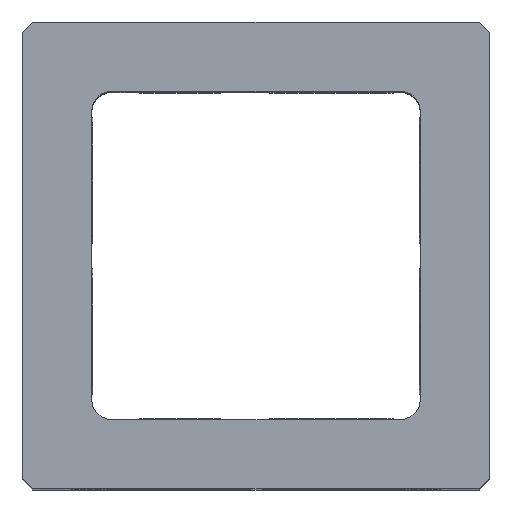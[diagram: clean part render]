
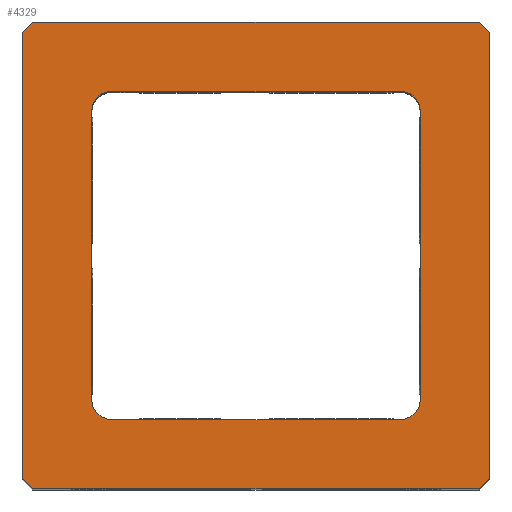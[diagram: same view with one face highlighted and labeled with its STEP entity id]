
A CAD part, top view. The second image highlights one B-rep face of the part: STEP entity #4329.
In plain terms, the highlighted planar face has unit normal (0, 0, 1).
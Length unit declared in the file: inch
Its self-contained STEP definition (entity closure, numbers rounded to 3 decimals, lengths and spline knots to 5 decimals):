
#140 = EDGE_CURVE ( 'NONE', #12414, #3089, #9414, .T. ) ;
#203 = CARTESIAN_POINT ( 'NONE',  ( 0.8125, -0.7125, 1.5625 ) ) ;
#240 = EDGE_CURVE ( 'NONE', #2377, #14612, #1531, .T. ) ;
#244 = FACE_BOUND ( 'NONE', #4373, .T. ) ;
#253 = ORIENTED_EDGE ( 'NONE', *, *, #14911, .T. ) ;
#327 = CARTESIAN_POINT ( 'NONE',  ( -0.8125, -0.7125, 1.5625 ) ) ;
#421 = VECTOR ( 'NONE', #13766, 39.37008 ) ;
#424 = AXIS2_PLACEMENT_3D ( 'NONE', #14630, #6568, #14404 ) ;
#1042 = ORIENTED_EDGE ( 'NONE', *, *, #4507, .T. ) ;
#1087 = ORIENTED_EDGE ( 'NONE', *, *, #8321, .T. ) ;
#1144 = VECTOR ( 'NONE', #13913, 39.37008 ) ;
#1177 = CARTESIAN_POINT ( 'NONE',  ( 0.8125, 0.7125, 1.5625 ) ) ;
#1192 = ORIENTED_EDGE ( 'NONE', *, *, #4555, .F. ) ;
#1271 = VECTOR ( 'NONE', #13747, 39.37008 ) ;
#1334 = ORIENTED_EDGE ( 'NONE', *, *, #240, .T. ) ;
#1426 = DIRECTION ( 'NONE',  ( 0., 1., 0. ) ) ;
#1464 = CARTESIAN_POINT ( 'NONE',  ( -1.155, -1.155, 1.5625 ) ) ;
#1531 = LINE ( 'NONE', #1464, #12473 ) ;
#1551 = LINE ( 'NONE', #4887, #3054 ) ;
#1567 = ORIENTED_EDGE ( 'NONE', *, *, #14547, .F. ) ;
#2039 = CARTESIAN_POINT ( 'NONE',  ( 1.155, 1.105, 1.5625 ) ) ;
#2051 = VERTEX_POINT ( 'NONE', #4727 ) ;
#2052 = CARTESIAN_POINT ( 'NONE',  ( 0.8125, -0.7125, 1.5625 ) ) ;
#2371 = CARTESIAN_POINT ( 'NONE',  ( 0.7125, 0.7125, 1.5625 ) ) ;
#2377 = VERTEX_POINT ( 'NONE', #11411 ) ;
#2436 = EDGE_CURVE ( 'NONE', #3725, #12586, #14283, .T. ) ;
#2858 = CARTESIAN_POINT ( 'NONE',  ( 1.155, -1.105, 1.5625 ) ) ;
#3054 = VECTOR ( 'NONE', #7099, 39.37008 ) ;
#3089 = VERTEX_POINT ( 'NONE', #1177 ) ;
#3369 = LINE ( 'NONE', #4410, #1144 ) ;
#3725 = VERTEX_POINT ( 'NONE', #5321 ) ;
#4164 = ORIENTED_EDGE ( 'NONE', *, *, #9998, .F. ) ;
#4329 = ADVANCED_FACE ( 'NONE', ( #13171, #244 ), #4871, .F. ) ;
#4373 = EDGE_LOOP ( 'NONE', ( #4164, #5290, #5883, #7418, #1192, #7271, #1567, #6966 ) ) ;
#4410 = CARTESIAN_POINT ( 'NONE',  ( -1.155, 1.105, 1.5625 ) ) ;
#4507 = EDGE_CURVE ( 'NONE', #8664, #2377, #3369, .T. ) ;
#4555 = EDGE_CURVE ( 'NONE', #3089, #3725, #6985, .T. ) ;
#4727 = CARTESIAN_POINT ( 'NONE',  ( -0.8125, 0.7125, 1.5625 ) ) ;
#4772 = VECTOR ( 'NONE', #10933, 39.37008 ) ;
#4871 = PLANE ( 'NONE',  #10569 ) ;
#4872 = VERTEX_POINT ( 'NONE', #9200 ) ;
#4887 = CARTESIAN_POINT ( 'NONE',  ( -1.155, -1.155, 1.5625 ) ) ;
#4941 = LINE ( 'NONE', #9597, #13024 ) ;
#5012 = CIRCLE ( 'NONE', #9881, 0.1 ) ;
#5290 = ORIENTED_EDGE ( 'NONE', *, *, #10369, .F. ) ;
#5321 = CARTESIAN_POINT ( 'NONE',  ( 0.7125, 0.8125, 1.5625 ) ) ;
#5530 = LINE ( 'NONE', #10242, #1271 ) ;
#5531 = EDGE_CURVE ( 'NONE', #12586, #2051, #6974, .T. ) ;
#5547 = CARTESIAN_POINT ( 'NONE',  ( 1.155, -1.155, 1.5625 ) ) ;
#5626 = DIRECTION ( 'NONE',  ( 0.707, 0.707, 0. ) ) ;
#5665 = CARTESIAN_POINT ( 'NONE',  ( -1.105, 1.155, 1.5625 ) ) ;
#5883 = ORIENTED_EDGE ( 'NONE', *, *, #5531, .F. ) ;
#5891 = VECTOR ( 'NONE', #1426, 39.37008 ) ;
#5913 = DIRECTION ( 'NONE',  ( 0., 0., 1. ) ) ;
#5915 = ORIENTED_EDGE ( 'NONE', *, *, #8024, .T. ) ;
#5985 = AXIS2_PLACEMENT_3D ( 'NONE', #6175, #11964, #9695 ) ;
#6006 = AXIS2_PLACEMENT_3D ( 'NONE', #2371, #5913, #12859 ) ;
#6124 = EDGE_LOOP ( 'NONE', ( #14546, #1042, #1334, #1087, #9309, #7556, #5915, #253 ) ) ;
#6132 = LINE ( 'NONE', #10711, #13486 ) ;
#6175 = CARTESIAN_POINT ( 'NONE',  ( 0.7125, -0.7125, 1.5625 ) ) ;
#6273 = EDGE_CURVE ( 'NONE', #8017, #9445, #5530, .T. ) ;
#6512 = DIRECTION ( 'NONE',  ( 0., 0., 1. ) ) ;
#6568 = DIRECTION ( 'NONE',  ( 0., 0., 1. ) ) ;
#6724 = VECTOR ( 'NONE', #7325, 39.37008 ) ;
#6966 = ORIENTED_EDGE ( 'NONE', *, *, #6273, .F. ) ;
#6974 = CIRCLE ( 'NONE', #424, 0.1 ) ;
#6985 = CIRCLE ( 'NONE', #6006, 0.1 ) ;
#7099 = DIRECTION ( 'NONE',  ( 1., 0., 0. ) ) ;
#7271 = ORIENTED_EDGE ( 'NONE', *, *, #140, .F. ) ;
#7325 = DIRECTION ( 'NONE',  ( 0., -1., 0. ) ) ;
#7418 = ORIENTED_EDGE ( 'NONE', *, *, #2436, .F. ) ;
#7493 = LINE ( 'NONE', #327, #6724 ) ;
#7556 = ORIENTED_EDGE ( 'NONE', *, *, #14816, .T. ) ;
#8017 = VERTEX_POINT ( 'NONE', #9129 ) ;
#8024 = EDGE_CURVE ( 'NONE', #11840, #14083, #8989, .T. ) ;
#8321 = EDGE_CURVE ( 'NONE', #14612, #14191, #6132, .T. ) ;
#8379 = DIRECTION ( 'NONE',  ( 0., 0., -1. ) ) ;
#8461 = DIRECTION ( 'NONE',  ( -1., 0., 0. ) ) ;
#8604 = CARTESIAN_POINT ( 'NONE',  ( 1.105, 1.155, 1.5625 ) ) ;
#8664 = VERTEX_POINT ( 'NONE', #5665 ) ;
#8749 = CARTESIAN_POINT ( 'NONE',  ( 1.105, -1.155, 1.5625 ) ) ;
#8851 = VECTOR ( 'NONE', #13623, 39.37008 ) ;
#8989 = LINE ( 'NONE', #5547, #8851 ) ;
#9042 = EDGE_CURVE ( 'NONE', #14191, #12240, #1551, .T. ) ;
#9097 = CARTESIAN_POINT ( 'NONE',  ( -0.7125, -0.7125, 1.5625 ) ) ;
#9129 = CARTESIAN_POINT ( 'NONE',  ( -0.7125, -0.8125, 1.5625 ) ) ;
#9200 = CARTESIAN_POINT ( 'NONE',  ( -0.8125, -0.7125, 1.5625 ) ) ;
#9309 = ORIENTED_EDGE ( 'NONE', *, *, #9042, .T. ) ;
#9363 = CARTESIAN_POINT ( 'NONE',  ( -0.7125, 0.8125, 1.5625 ) ) ;
#9414 = LINE ( 'NONE', #203, #5891 ) ;
#9445 = VERTEX_POINT ( 'NONE', #9515 ) ;
#9515 = CARTESIAN_POINT ( 'NONE',  ( 0.7125, -0.8125, 1.5625 ) ) ;
#9517 = DIRECTION ( 'NONE',  ( 0., -1., 0. ) ) ;
#9597 = CARTESIAN_POINT ( 'NONE',  ( -1.155, 1.155, 1.5625 ) ) ;
#9695 = DIRECTION ( 'NONE',  ( 1., 0., 0. ) ) ;
#9881 = AXIS2_PLACEMENT_3D ( 'NONE', #9097, #6512, #9948 ) ;
#9948 = DIRECTION ( 'NONE',  ( -1., 0., 0. ) ) ;
#9998 = EDGE_CURVE ( 'NONE', #4872, #8017, #5012, .T. ) ;
#10068 = LINE ( 'NONE', #14701, #10368 ) ;
#10242 = CARTESIAN_POINT ( 'NONE',  ( -0.7125, -0.8125, 1.5625 ) ) ;
#10368 = VECTOR ( 'NONE', #5626, 39.37008 ) ;
#10369 = EDGE_CURVE ( 'NONE', #2051, #4872, #7493, .T. ) ;
#10569 = AXIS2_PLACEMENT_3D ( 'NONE', #14154, #8379, #8461 ) ;
#10707 = CARTESIAN_POINT ( 'NONE',  ( -0.7125, 0.8125, 1.5625 ) ) ;
#10711 = CARTESIAN_POINT ( 'NONE',  ( -1.105, -1.155, 1.5625 ) ) ;
#10747 = CARTESIAN_POINT ( 'NONE',  ( -1.155, -1.105, 1.5625 ) ) ;
#10828 = VERTEX_POINT ( 'NONE', #8604 ) ;
#10850 = CIRCLE ( 'NONE', #5985, 0.1 ) ;
#10868 = EDGE_CURVE ( 'NONE', #10828, #8664, #4941, .T. ) ;
#10933 = DIRECTION ( 'NONE',  ( -1., 0., 0. ) ) ;
#11333 = CARTESIAN_POINT ( 'NONE',  ( 1.105, 1.155, 1.5625 ) ) ;
#11411 = CARTESIAN_POINT ( 'NONE',  ( -1.155, 1.105, 1.5625 ) ) ;
#11840 = VERTEX_POINT ( 'NONE', #2858 ) ;
#11847 = CARTESIAN_POINT ( 'NONE',  ( -1.105, -1.155, 1.5625 ) ) ;
#11964 = DIRECTION ( 'NONE',  ( 0., 0., 1. ) ) ;
#12240 = VERTEX_POINT ( 'NONE', #8749 ) ;
#12414 = VERTEX_POINT ( 'NONE', #2052 ) ;
#12473 = VECTOR ( 'NONE', #9517, 39.37008 ) ;
#12550 = LINE ( 'NONE', #11333, #421 ) ;
#12586 = VERTEX_POINT ( 'NONE', #10707 ) ;
#12859 = DIRECTION ( 'NONE',  ( -1., 0., 0. ) ) ;
#13024 = VECTOR ( 'NONE', #14310, 39.37008 ) ;
#13171 = FACE_OUTER_BOUND ( 'NONE', #6124, .T. ) ;
#13486 = VECTOR ( 'NONE', #14361, 39.37008 ) ;
#13623 = DIRECTION ( 'NONE',  ( 0., 1., 0. ) ) ;
#13747 = DIRECTION ( 'NONE',  ( 1., 0., 0. ) ) ;
#13766 = DIRECTION ( 'NONE',  ( -0.707, 0.707, 0. ) ) ;
#13913 = DIRECTION ( 'NONE',  ( -0.707, -0.707, 0. ) ) ;
#14083 = VERTEX_POINT ( 'NONE', #2039 ) ;
#14154 = CARTESIAN_POINT ( 'NONE',  ( 0., 0., 1.5625 ) ) ;
#14191 = VERTEX_POINT ( 'NONE', #11847 ) ;
#14283 = LINE ( 'NONE', #9363, #4772 ) ;
#14310 = DIRECTION ( 'NONE',  ( -1., 0., 0. ) ) ;
#14361 = DIRECTION ( 'NONE',  ( 0.707, -0.707, 0. ) ) ;
#14404 = DIRECTION ( 'NONE',  ( -1., 0., 0. ) ) ;
#14546 = ORIENTED_EDGE ( 'NONE', *, *, #10868, .T. ) ;
#14547 = EDGE_CURVE ( 'NONE', #9445, #12414, #10850, .T. ) ;
#14612 = VERTEX_POINT ( 'NONE', #10747 ) ;
#14630 = CARTESIAN_POINT ( 'NONE',  ( -0.7125, 0.7125, 1.5625 ) ) ;
#14701 = CARTESIAN_POINT ( 'NONE',  ( 1.155, -1.105, 1.5625 ) ) ;
#14816 = EDGE_CURVE ( 'NONE', #12240, #11840, #10068, .T. ) ;
#14911 = EDGE_CURVE ( 'NONE', #14083, #10828, #12550, .T. ) ;
